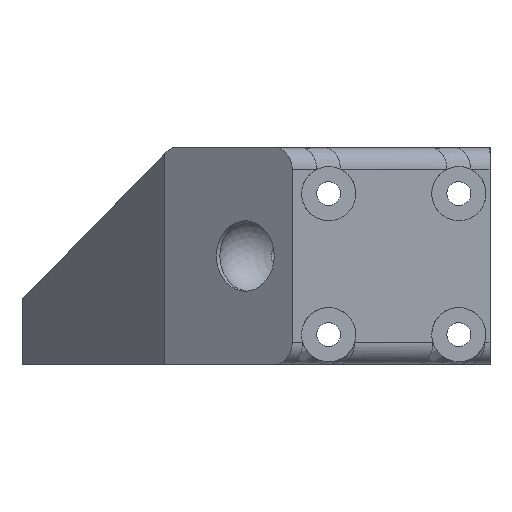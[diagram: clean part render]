
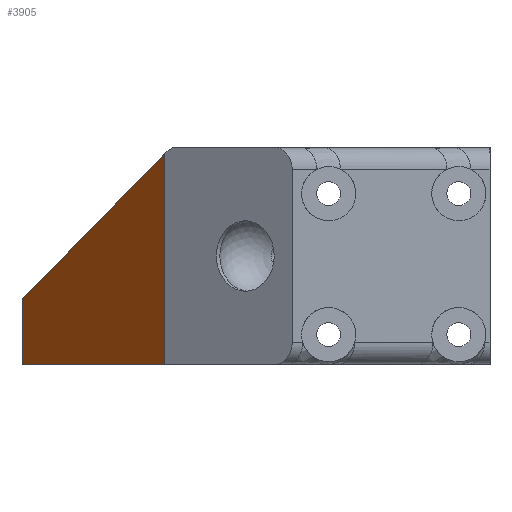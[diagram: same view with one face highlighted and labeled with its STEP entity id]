
A CAD part, left-side view. The second image highlights one B-rep face of the part: STEP entity #3905.
In plain terms, the highlighted planar face has unit normal (-0.623, 0.783, 0).
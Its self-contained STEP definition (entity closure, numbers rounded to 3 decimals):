
#2295 = PLANE('',#2296);
#2296 = AXIS2_PLACEMENT_3D('',#2297,#2298,#2299);
#2297 = CARTESIAN_POINT('',(4.97,-2.835,9.6));
#2298 = DIRECTION('',(-0.819,0.574,0.));
#2299 = DIRECTION('',(-0.574,-0.819,0.));
#2527 = VERTEX_POINT('',#2528);
#2528 = CARTESIAN_POINT('',(13.183,8.895,-10.4));
#2542 = PLANE('',#2543);
#2543 = AXIS2_PLACEMENT_3D('',#2544,#2545,#2546);
#2544 = CARTESIAN_POINT('',(25.422,0.662,-10.4));
#2545 = DIRECTION('',(0.,0.,1.));
#2546 = DIRECTION('',(0.,1.,0.));
#2554 = EDGE_CURVE('',#2555,#2527,#2557,.T.);
#2555 = VERTEX_POINT('',#2556);
#2556 = CARTESIAN_POINT('',(13.183,8.895,9.09));
#2557 = SURFACE_CURVE('',#2558,(#2562,#2569),.PCURVE_S1.);
#2558 = LINE('',#2559,#2560);
#2559 = CARTESIAN_POINT('',(13.183,8.895,9.6));
#2560 = VECTOR('',#2561,1.);
#2561 = DIRECTION('',(-0.,0.,-1.));
#2562 = PCURVE('',#2295,#2563);
#2563 = DEFINITIONAL_REPRESENTATION('',(#2564),#2568);
#2564 = LINE('',#2565,#2566);
#2565 = CARTESIAN_POINT('',(-14.32,0.));
#2566 = VECTOR('',#2567,1.);
#2567 = DIRECTION('',(0.,-1.));
#2568 = ( GEOMETRIC_REPRESENTATION_CONTEXT(2) 
PARAMETRIC_REPRESENTATION_CONTEXT() REPRESENTATION_CONTEXT('2D SPACE',''
  ) );
#2569 = PCURVE('',#2570,#2575);
#2570 = PLANE('',#2571);
#2571 = AXIS2_PLACEMENT_3D('',#2572,#2573,#2574);
#2572 = CARTESIAN_POINT('',(13.183,8.895,9.6));
#2573 = DIRECTION('',(-0.623,0.783,0.));
#2574 = DIRECTION('',(-0.783,-0.623,0.));
#2575 = DEFINITIONAL_REPRESENTATION('',(#2576),#2580);
#2576 = LINE('',#2577,#2578);
#2577 = CARTESIAN_POINT('',(-0.,0.));
#2578 = VECTOR('',#2579,1.);
#2579 = DIRECTION('',(0.,-1.));
#2580 = ( GEOMETRIC_REPRESENTATION_CONTEXT(2) 
PARAMETRIC_REPRESENTATION_CONTEXT() REPRESENTATION_CONTEXT('2D SPACE',''
  ) );
#2596 = PLANE('',#2597);
#2597 = AXIS2_PLACEMENT_3D('',#2598,#2599,#2600);
#2598 = CARTESIAN_POINT('',(45.813,10.494,-6.4));
#2599 = DIRECTION('',(-0.381,-0.381,-0.842));
#2600 = DIRECTION('',(0.596,0.596,-0.539));
#3065 = VERTEX_POINT('',#3066);
#3066 = CARTESIAN_POINT('',(29.75,22.074,-4.372));
#3085 = CYLINDRICAL_SURFACE('',#3086,14.);
#3086 = AXIS2_PLACEMENT_3D('',#3087,#3088,#3089);
#3087 = CARTESIAN_POINT('',(27.966,8.188,9.6));
#3088 = DIRECTION('',(0.,0.,1.));
#3089 = DIRECTION('',(-1.,0.,0.));
#3103 = EDGE_CURVE('',#2555,#3065,#3104,.T.);
#3104 = SURFACE_CURVE('',#3105,(#3109,#3116),.PCURVE_S1.);
#3105 = LINE('',#3106,#3107);
#3106 = CARTESIAN_POINT('',(23.229,16.887,
    0.927));
#3107 = VECTOR('',#3108,1.);
#3108 = DIRECTION('',(0.66,0.525,-0.537));
#3109 = PCURVE('',#2596,#3110);
#3110 = DEFINITIONAL_REPRESENTATION('',(#3111),#3115);
#3111 = LINE('',#3112,#3113);
#3112 = CARTESIAN_POINT('',(-13.592,-20.49));
#3113 = VECTOR('',#3114,1.);
#3114 = DIRECTION('',(0.995,0.095));
#3115 = ( GEOMETRIC_REPRESENTATION_CONTEXT(2) 
PARAMETRIC_REPRESENTATION_CONTEXT() REPRESENTATION_CONTEXT('2D SPACE',''
  ) );
#3116 = PCURVE('',#2570,#3117);
#3117 = DEFINITIONAL_REPRESENTATION('',(#3118),#3122);
#3118 = LINE('',#3119,#3120);
#3119 = CARTESIAN_POINT('',(-12.837,-8.673));
#3120 = VECTOR('',#3121,1.);
#3121 = DIRECTION('',(-0.844,-0.537));
#3122 = ( GEOMETRIC_REPRESENTATION_CONTEXT(2) 
PARAMETRIC_REPRESENTATION_CONTEXT() REPRESENTATION_CONTEXT('2D SPACE',''
  ) );
#3905 = ADVANCED_FACE('',(#3906),#2570,.T.);
#3906 = FACE_BOUND('',#3907,.F.);
#3907 = EDGE_LOOP('',(#3908,#3909,#3910,#3933));
#3908 = ORIENTED_EDGE('',*,*,#3103,.F.);
#3909 = ORIENTED_EDGE('',*,*,#2554,.T.);
#3910 = ORIENTED_EDGE('',*,*,#3911,.T.);
#3911 = EDGE_CURVE('',#2527,#3912,#3914,.T.);
#3912 = VERTEX_POINT('',#3913);
#3913 = CARTESIAN_POINT('',(29.75,22.074,-10.4));
#3914 = SURFACE_CURVE('',#3915,(#3919,#3926),.PCURVE_S1.);
#3915 = LINE('',#3916,#3917);
#3916 = CARTESIAN_POINT('',(13.183,8.895,-10.4));
#3917 = VECTOR('',#3918,1.);
#3918 = DIRECTION('',(0.783,0.623,0.));
#3919 = PCURVE('',#2570,#3920);
#3920 = DEFINITIONAL_REPRESENTATION('',(#3921),#3925);
#3921 = LINE('',#3922,#3923);
#3922 = CARTESIAN_POINT('',(0.,-20.));
#3923 = VECTOR('',#3924,1.);
#3924 = DIRECTION('',(-1.,0.));
#3925 = ( GEOMETRIC_REPRESENTATION_CONTEXT(2) 
PARAMETRIC_REPRESENTATION_CONTEXT() REPRESENTATION_CONTEXT('2D SPACE',''
  ) );
#3926 = PCURVE('',#2542,#3927);
#3927 = DEFINITIONAL_REPRESENTATION('',(#3928),#3932);
#3928 = LINE('',#3929,#3930);
#3929 = CARTESIAN_POINT('',(8.234,12.238));
#3930 = VECTOR('',#3931,1.);
#3931 = DIRECTION('',(0.623,-0.783));
#3932 = ( GEOMETRIC_REPRESENTATION_CONTEXT(2) 
PARAMETRIC_REPRESENTATION_CONTEXT() REPRESENTATION_CONTEXT('2D SPACE',''
  ) );
#3933 = ORIENTED_EDGE('',*,*,#3934,.F.);
#3934 = EDGE_CURVE('',#3065,#3912,#3935,.T.);
#3935 = SURFACE_CURVE('',#3936,(#3940,#3947),.PCURVE_S1.);
#3936 = LINE('',#3937,#3938);
#3937 = CARTESIAN_POINT('',(29.75,22.074,9.6));
#3938 = VECTOR('',#3939,1.);
#3939 = DIRECTION('',(-0.,0.,-1.));
#3940 = PCURVE('',#2570,#3941);
#3941 = DEFINITIONAL_REPRESENTATION('',(#3942),#3946);
#3942 = LINE('',#3943,#3944);
#3943 = CARTESIAN_POINT('',(-21.169,0.));
#3944 = VECTOR('',#3945,1.);
#3945 = DIRECTION('',(0.,-1.));
#3946 = ( GEOMETRIC_REPRESENTATION_CONTEXT(2) 
PARAMETRIC_REPRESENTATION_CONTEXT() REPRESENTATION_CONTEXT('2D SPACE',''
  ) );
#3947 = PCURVE('',#3085,#3948);
#3948 = DEFINITIONAL_REPRESENTATION('',(#3949),#3953);
#3949 = LINE('',#3950,#3951);
#3950 = CARTESIAN_POINT('',(4.585,0.));
#3951 = VECTOR('',#3952,1.);
#3952 = DIRECTION('',(0.,-1.));
#3953 = ( GEOMETRIC_REPRESENTATION_CONTEXT(2) 
PARAMETRIC_REPRESENTATION_CONTEXT() REPRESENTATION_CONTEXT('2D SPACE',''
  ) );
